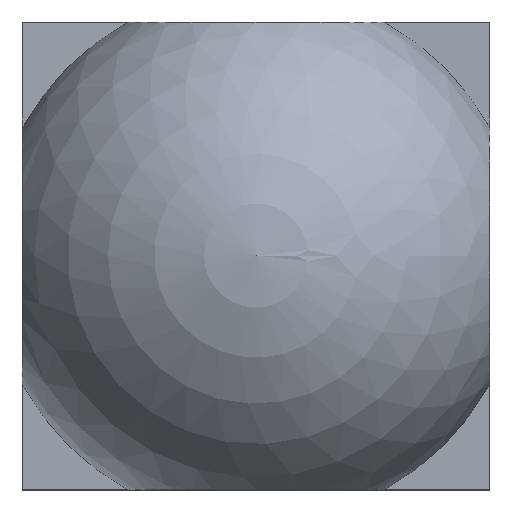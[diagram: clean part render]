
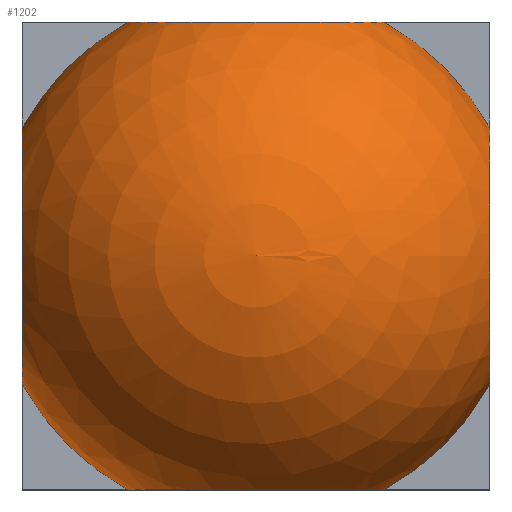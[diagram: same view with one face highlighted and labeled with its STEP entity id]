
A CAD part, top view. The second image highlights one B-rep face of the part: STEP entity #1202.
In plain terms, the highlighted spherical face has radius 2.85 mm.
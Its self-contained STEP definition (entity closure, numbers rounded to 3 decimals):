
#378 = EDGE_CURVE('',#379,#381,#383,.T.);
#379 = VERTEX_POINT('',#380);
#380 = CARTESIAN_POINT('',(-1.368,-2.5,0.73));
#381 = VERTEX_POINT('',#382);
#382 = CARTESIAN_POINT('',(1.368,-2.5,0.73));
#383 = CIRCLE('',#384,1.368);
#384 = AXIS2_PLACEMENT_3D('',#385,#386,#387);
#385 = CARTESIAN_POINT('',(0.,-2.5,0.73));
#386 = DIRECTION('',(0.,1.,0.));
#387 = DIRECTION('',(0.,0.,1.));
#443 = EDGE_CURVE('',#444,#446,#448,.T.);
#444 = VERTEX_POINT('',#445);
#445 = CARTESIAN_POINT('',(-2.5,1.368,0.73));
#446 = VERTEX_POINT('',#447);
#447 = CARTESIAN_POINT('',(-2.5,-1.368,0.73));
#448 = CIRCLE('',#449,1.368);
#449 = AXIS2_PLACEMENT_3D('',#450,#451,#452);
#450 = CARTESIAN_POINT('',(-2.5,0.,0.73));
#451 = DIRECTION('',(1.,0.,-0.));
#452 = DIRECTION('',(0.,0.,1.));
#484 = EDGE_CURVE('',#485,#487,#489,.T.);
#485 = VERTEX_POINT('',#486);
#486 = CARTESIAN_POINT('',(2.5,0.,2.098));
#487 = VERTEX_POINT('',#488);
#488 = CARTESIAN_POINT('',(2.5,1.368,0.73));
#489 = CIRCLE('',#490,1.368);
#490 = AXIS2_PLACEMENT_3D('',#491,#492,#493);
#491 = CARTESIAN_POINT('',(2.5,0.,0.73));
#492 = DIRECTION('',(-1.,0.,0.));
#493 = DIRECTION('',(0.,0.,-1.));
#495 = EDGE_CURVE('',#496,#485,#498,.T.);
#496 = VERTEX_POINT('',#497);
#497 = CARTESIAN_POINT('',(2.5,-1.368,0.73));
#498 = CIRCLE('',#499,1.368);
#499 = AXIS2_PLACEMENT_3D('',#500,#501,#502);
#500 = CARTESIAN_POINT('',(2.5,0.,0.73));
#501 = DIRECTION('',(-1.,0.,0.));
#502 = DIRECTION('',(0.,0.,-1.));
#1202 = ADVANCED_FACE('',(#1203),#1258,.T.);
#1203 = FACE_BOUND('',#1204,.F.);
#1204 = EDGE_LOOP('',(#1205,#1206,#1215,#1216,#1217,#1224,#1225,#1232,
    #1233,#1242,#1251));
#1205 = ORIENTED_EDGE('',*,*,#484,.F.);
#1206 = ORIENTED_EDGE('',*,*,#1207,.T.);
#1207 = EDGE_CURVE('',#485,#1208,#1210,.T.);
#1208 = VERTEX_POINT('',#1209);
#1209 = CARTESIAN_POINT('',(0.,0.,3.58));
#1210 = CIRCLE('',#1211,2.85);
#1211 = AXIS2_PLACEMENT_3D('',#1212,#1213,#1214);
#1212 = CARTESIAN_POINT('',(0.,0.,0.73));
#1213 = DIRECTION('',(0.,-1.,0.));
#1214 = DIRECTION('',(1.,0.,0.));
#1215 = ORIENTED_EDGE('',*,*,#1207,.F.);
#1216 = ORIENTED_EDGE('',*,*,#495,.F.);
#1217 = ORIENTED_EDGE('',*,*,#1218,.T.);
#1218 = EDGE_CURVE('',#496,#381,#1219,.T.);
#1219 = CIRCLE('',#1220,2.85);
#1220 = AXIS2_PLACEMENT_3D('',#1221,#1222,#1223);
#1221 = CARTESIAN_POINT('',(0.,0.,0.73));
#1222 = DIRECTION('',(0.,0.,-1.));
#1223 = DIRECTION('',(1.,0.,0.));
#1224 = ORIENTED_EDGE('',*,*,#378,.F.);
#1225 = ORIENTED_EDGE('',*,*,#1226,.T.);
#1226 = EDGE_CURVE('',#379,#446,#1227,.T.);
#1227 = CIRCLE('',#1228,2.85);
#1228 = AXIS2_PLACEMENT_3D('',#1229,#1230,#1231);
#1229 = CARTESIAN_POINT('',(0.,0.,0.73));
#1230 = DIRECTION('',(0.,0.,-1.));
#1231 = DIRECTION('',(1.,0.,0.));
#1232 = ORIENTED_EDGE('',*,*,#443,.F.);
#1233 = ORIENTED_EDGE('',*,*,#1234,.T.);
#1234 = EDGE_CURVE('',#444,#1235,#1237,.T.);
#1235 = VERTEX_POINT('',#1236);
#1236 = CARTESIAN_POINT('',(-1.368,2.5,0.73));
#1237 = CIRCLE('',#1238,2.85);
#1238 = AXIS2_PLACEMENT_3D('',#1239,#1240,#1241);
#1239 = CARTESIAN_POINT('',(0.,0.,0.73));
#1240 = DIRECTION('',(0.,0.,-1.));
#1241 = DIRECTION('',(1.,0.,0.));
#1242 = ORIENTED_EDGE('',*,*,#1243,.F.);
#1243 = EDGE_CURVE('',#1244,#1235,#1246,.T.);
#1244 = VERTEX_POINT('',#1245);
#1245 = CARTESIAN_POINT('',(1.368,2.5,0.73));
#1246 = CIRCLE('',#1247,1.368);
#1247 = AXIS2_PLACEMENT_3D('',#1248,#1249,#1250);
#1248 = CARTESIAN_POINT('',(0.,2.5,0.73));
#1249 = DIRECTION('',(0.,-1.,0.));
#1250 = DIRECTION('',(0.,0.,-1.));
#1251 = ORIENTED_EDGE('',*,*,#1252,.T.);
#1252 = EDGE_CURVE('',#1244,#487,#1253,.T.);
#1253 = CIRCLE('',#1254,2.85);
#1254 = AXIS2_PLACEMENT_3D('',#1255,#1256,#1257);
#1255 = CARTESIAN_POINT('',(0.,0.,0.73));
#1256 = DIRECTION('',(0.,0.,-1.));
#1257 = DIRECTION('',(1.,0.,0.));
#1258 = SPHERICAL_SURFACE('',#1259,2.85);
#1259 = AXIS2_PLACEMENT_3D('',#1260,#1261,#1262);
#1260 = CARTESIAN_POINT('',(0.,0.,0.73));
#1261 = DIRECTION('',(0.,0.,1.));
#1262 = DIRECTION('',(1.,0.,0.));
